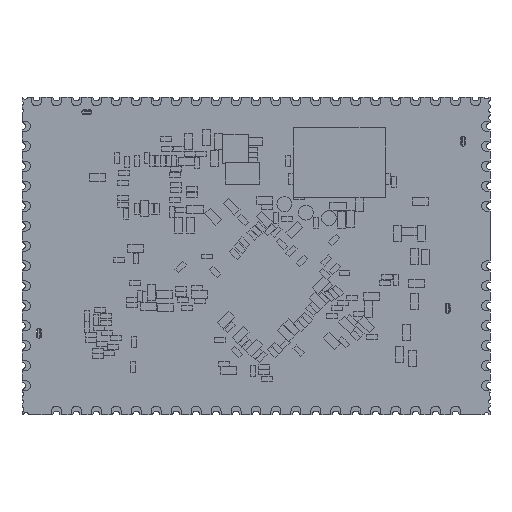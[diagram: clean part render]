
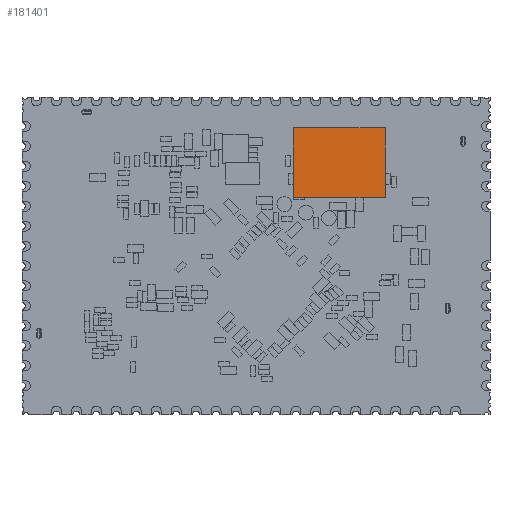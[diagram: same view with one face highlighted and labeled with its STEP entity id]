
A CAD part, front view. The second image highlights one B-rep face of the part: STEP entity #181401.
In plain terms, the highlighted planar face has unit normal (0, -1, 0).
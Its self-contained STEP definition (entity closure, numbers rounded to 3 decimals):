
#392 = LINE ( 'NONE', #144093, #174280 ) ;
#13165 = CARTESIAN_POINT ( 'NONE',  ( -19.7, -1., 27.846 ) ) ;
#15560 = VECTOR ( 'NONE', #121742, 1000. ) ;
#16117 = DIRECTION ( 'NONE',  ( -1., 0., 0. ) ) ;
#18072 = DIRECTION ( 'NONE',  ( 1., 0., 0. ) ) ;
#19110 = EDGE_CURVE ( 'NONE', #149846, #182173, #392, .T. ) ;
#32141 = CARTESIAN_POINT ( 'NONE',  ( -10.5, -1., 27.846 ) ) ;
#37083 = ORIENTED_EDGE ( 'NONE', *, *, #129406, .F. ) ;
#37723 = LINE ( 'NONE', #32141, #123645 ) ;
#46844 = EDGE_LOOP ( 'NONE', ( #178745, #146596, #109694, #37083 ) ) ;
#47007 = VERTEX_POINT ( 'NONE', #141324 ) ;
#60413 = VECTOR ( 'NONE', #136931, 1000. ) ;
#70549 = PLANE ( 'NONE',  #124184 ) ;
#76384 = CARTESIAN_POINT ( 'NONE',  ( -19.7, -1., 20.846 ) ) ;
#85070 = EDGE_CURVE ( 'NONE', #47007, #149846, #144299, .T. ) ;
#88028 = LINE ( 'NONE', #148836, #15560 ) ;
#97055 = DIRECTION ( 'NONE',  ( -1., 0., 0. ) ) ;
#109694 = ORIENTED_EDGE ( 'NONE', *, *, #85070, .F. ) ;
#121742 = DIRECTION ( 'NONE',  ( 0., 0., 1. ) ) ;
#122175 = CARTESIAN_POINT ( 'NONE',  ( -10.5, -1., 20.846 ) ) ;
#123645 = VECTOR ( 'NONE', #18072, 1000. ) ;
#123658 = CARTESIAN_POINT ( 'NONE',  ( -10.5, -1., 20.846 ) ) ;
#124184 = AXIS2_PLACEMENT_3D ( 'NONE', #125503, #166687, #97055 ) ;
#125503 = CARTESIAN_POINT ( 'NONE',  ( -46.9, -1., 30.896 ) ) ;
#129406 = EDGE_CURVE ( 'NONE', #137009, #47007, #37723, .T. ) ;
#136931 = DIRECTION ( 'NONE',  ( 0., 0., -1. ) ) ;
#137009 = VERTEX_POINT ( 'NONE', #13165 ) ;
#141324 = CARTESIAN_POINT ( 'NONE',  ( -10.5, -1., 27.846 ) ) ;
#144093 = CARTESIAN_POINT ( 'NONE',  ( -19.7, -1., 20.846 ) ) ;
#144299 = LINE ( 'NONE', #122175, #60413 ) ;
#146596 = ORIENTED_EDGE ( 'NONE', *, *, #19110, .F. ) ;
#148836 = CARTESIAN_POINT ( 'NONE',  ( -19.7, -1., 27.846 ) ) ;
#149846 = VERTEX_POINT ( 'NONE', #123658 ) ;
#166687 = DIRECTION ( 'NONE',  ( 0., -1., 0. ) ) ;
#174280 = VECTOR ( 'NONE', #16117, 1000. ) ;
#177695 = EDGE_CURVE ( 'NONE', #182173, #137009, #88028, .T. ) ;
#178745 = ORIENTED_EDGE ( 'NONE', *, *, #177695, .F. ) ;
#179513 = FACE_OUTER_BOUND ( 'NONE', #46844, .T. ) ;
#181401 = ADVANCED_FACE ( 'NONE', ( #179513 ), #70549, .T. ) ;
#182173 = VERTEX_POINT ( 'NONE', #76384 ) ;
